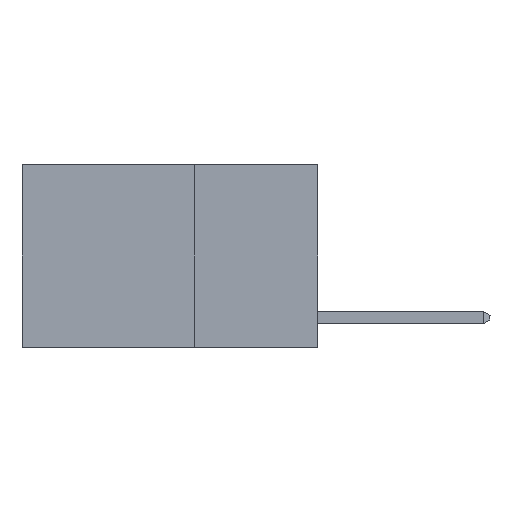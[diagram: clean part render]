
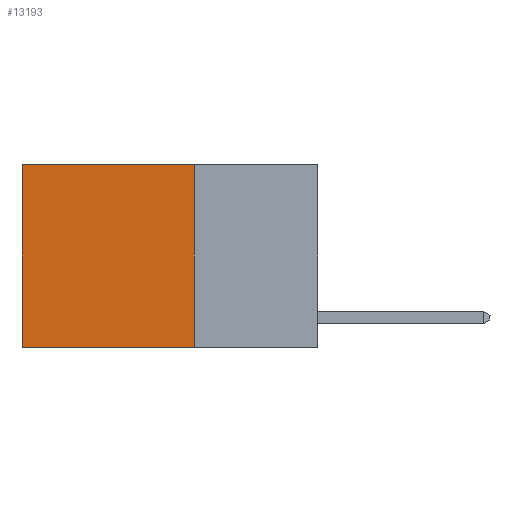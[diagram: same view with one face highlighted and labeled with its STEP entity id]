
A CAD part, left-side view. The second image highlights one B-rep face of the part: STEP entity #13193.
In plain terms, the highlighted planar face has unit normal (-1, 0, 0).
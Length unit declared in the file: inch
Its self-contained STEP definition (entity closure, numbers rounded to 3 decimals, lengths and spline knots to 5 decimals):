
#248 = CARTESIAN_POINT ( 'NONE',  ( 0.2625, 0.25, 0. ) ) ;
#581 = LINE ( 'NONE', #248, #14036 ) ;
#1318 = LINE ( 'NONE', #6593, #16703 ) ;
#1507 = ORIENTED_EDGE ( 'NONE', *, *, #9855, .F. ) ;
#2579 = FACE_OUTER_BOUND ( 'NONE', #21777, .T. ) ;
#2924 = DIRECTION ( 'NONE',  ( 0., 0., -1. ) ) ;
#3398 = EDGE_CURVE ( 'NONE', #16334, #15520, #14953, .T. ) ;
#4092 = LINE ( 'NONE', #19576, #18708 ) ;
#6593 = CARTESIAN_POINT ( 'NONE',  ( 0.2625, 0.25, -0.37 ) ) ;
#7349 = ORIENTED_EDGE ( 'NONE', *, *, #3398, .T. ) ;
#7790 = EDGE_CURVE ( 'NONE', #20347, #16334, #581, .T. ) ;
#7985 = DIRECTION ( 'NONE',  ( 0., 0., -1. ) ) ;
#8694 = ORIENTED_EDGE ( 'NONE', *, *, #7790, .T. ) ;
#9790 = AXIS2_PLACEMENT_3D ( 'NONE', #10903, #16297, #14275 ) ;
#9855 = EDGE_CURVE ( 'NONE', #20347, #10453, #4092, .T. ) ;
#10059 = DIRECTION ( 'NONE',  ( 0., 1., 0. ) ) ;
#10227 = CARTESIAN_POINT ( 'NONE',  ( 0.2625, 0.6, -0.37 ) ) ;
#10241 = CARTESIAN_POINT ( 'NONE',  ( 0.2625, 0.25, 0. ) ) ;
#10395 = CARTESIAN_POINT ( 'NONE',  ( 0.2625, 0.25, -0.37 ) ) ;
#10453 = VERTEX_POINT ( 'NONE', #10395 ) ;
#10903 = CARTESIAN_POINT ( 'NONE',  ( 0.2625, 0.25, 0. ) ) ;
#11216 = CARTESIAN_POINT ( 'NONE',  ( 0.2625, 0.6, 0. ) ) ;
#13061 = ORIENTED_EDGE ( 'NONE', *, *, #17910, .F. ) ;
#13193 = ADVANCED_FACE ( 'NONE', ( #2579 ), #17658, .F. ) ;
#13215 = VECTOR ( 'NONE', #2924, 39.37008 ) ;
#13481 = CARTESIAN_POINT ( 'NONE',  ( 0.2625, 0.6, 0. ) ) ;
#14036 = VECTOR ( 'NONE', #15870, 39.37008 ) ;
#14275 = DIRECTION ( 'NONE',  ( 0., 0., -1. ) ) ;
#14953 = LINE ( 'NONE', #11216, #13215 ) ;
#15520 = VERTEX_POINT ( 'NONE', #10227 ) ;
#15870 = DIRECTION ( 'NONE',  ( 0., 1., 0. ) ) ;
#16297 = DIRECTION ( 'NONE',  ( 1., 0., 0. ) ) ;
#16334 = VERTEX_POINT ( 'NONE', #13481 ) ;
#16703 = VECTOR ( 'NONE', #10059, 39.37008 ) ;
#17658 = PLANE ( 'NONE',  #9790 ) ;
#17910 = EDGE_CURVE ( 'NONE', #10453, #15520, #1318, .T. ) ;
#18708 = VECTOR ( 'NONE', #7985, 39.37008 ) ;
#19576 = CARTESIAN_POINT ( 'NONE',  ( 0.2625, 0.25, 0. ) ) ;
#20347 = VERTEX_POINT ( 'NONE', #10241 ) ;
#21777 = EDGE_LOOP ( 'NONE', ( #7349, #13061, #1507, #8694 ) ) ;
